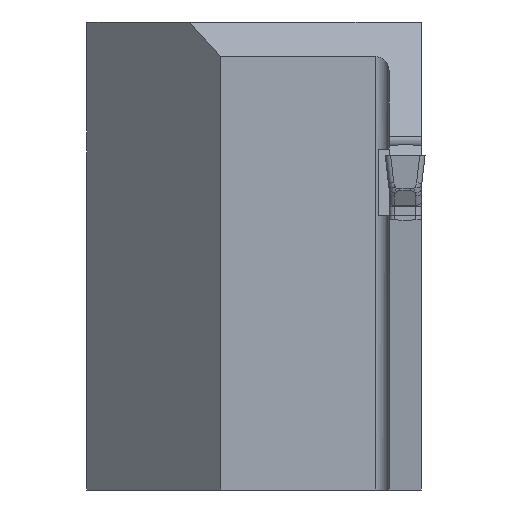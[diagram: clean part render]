
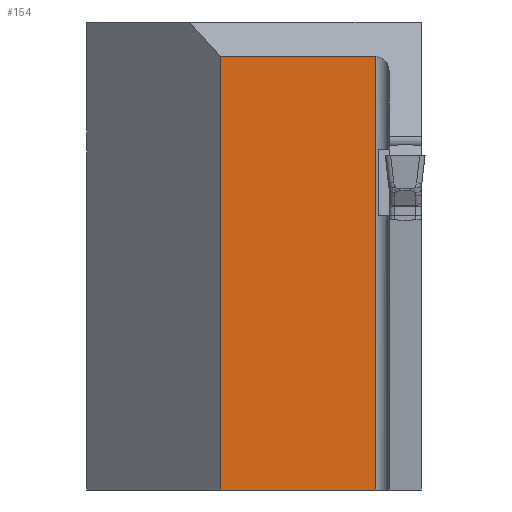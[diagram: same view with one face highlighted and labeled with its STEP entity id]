
A CAD part, left-side view. The second image highlights one B-rep face of the part: STEP entity #154.
In plain terms, the highlighted planar face has unit normal (-1, 0, 0).
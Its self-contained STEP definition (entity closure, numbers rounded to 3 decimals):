
#154=ADVANCED_FACE('',(#279),#238,.T.);
#238=PLANE('',#1486);
#279=FACE_OUTER_BOUND('',#363,.T.);
#363=EDGE_LOOP('',(#487,#488,#489,#490));
#487=ORIENTED_EDGE('',*,*,#1040,.T.);
#488=ORIENTED_EDGE('',*,*,#1041,.T.);
#489=ORIENTED_EDGE('',*,*,#1042,.T.);
#490=ORIENTED_EDGE('',*,*,#1043,.T.);
#909=VERTEX_POINT('',#1963);
#910=VERTEX_POINT('',#1964);
#911=VERTEX_POINT('',#1966);
#912=VERTEX_POINT('',#1968);
#1040=EDGE_CURVE('',#909,#910,#1248,.T.);
#1041=EDGE_CURVE('',#910,#911,#1249,.T.);
#1042=EDGE_CURVE('',#911,#912,#1250,.T.);
#1043=EDGE_CURVE('',#912,#909,#1251,.T.);
#1248=LINE('',#1962,#1372);
#1249=LINE('',#1965,#1373);
#1250=LINE('',#1967,#1374);
#1251=LINE('',#1969,#1375);
#1372=VECTOR('',#1615,1.);
#1373=VECTOR('',#1616,1.);
#1374=VECTOR('',#1617,1.);
#1375=VECTOR('',#1618,1.);
#1486=AXIS2_PLACEMENT_3D('',#1970,#1619,#1620);
#1615=DIRECTION('',(0.,1.,0.));
#1616=DIRECTION('',(0.,0.,-1.));
#1617=DIRECTION('',(0.,-1.,0.));
#1618=DIRECTION('',(0.,0.,1.));
#1619=DIRECTION('',(-1.,0.,0.));
#1620=DIRECTION('',(0.,0.,1.));
#1962=CARTESIAN_POINT('',(11.,247.5,7.404));
#1963=CARTESIAN_POINT('',(11.,3.4,7.404));
#1964=CARTESIAN_POINT('',(11.,15.,7.404));
#1965=CARTESIAN_POINT('',(11.,15.,30.));
#1966=CARTESIAN_POINT('',(11.,15.,-25.));
#1967=CARTESIAN_POINT('',(11.,27.4,-25.));
#1968=CARTESIAN_POINT('',(11.,3.4,-25.));
#1969=CARTESIAN_POINT('',(11.,3.4,7.404));
#1970=CARTESIAN_POINT('',(11.,27.4,10.));
